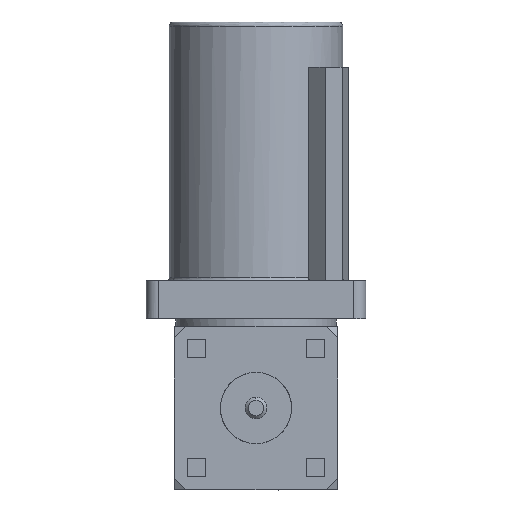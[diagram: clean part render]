
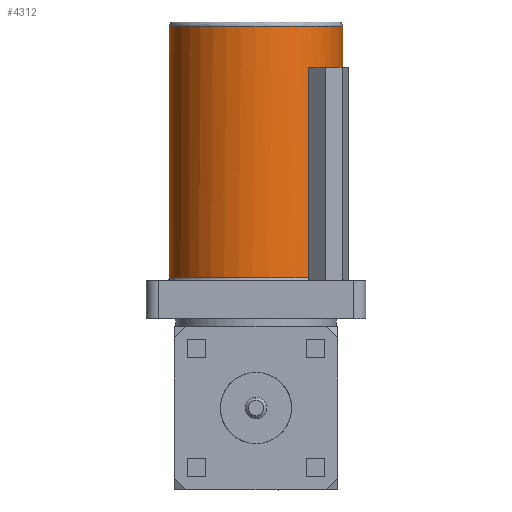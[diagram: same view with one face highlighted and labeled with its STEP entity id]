
A CAD part, front view. The second image highlights one B-rep face of the part: STEP entity #4312.
In plain terms, the highlighted cylindrical face has radius 3.708 mm (diameter 7.417 mm), a partial arc.
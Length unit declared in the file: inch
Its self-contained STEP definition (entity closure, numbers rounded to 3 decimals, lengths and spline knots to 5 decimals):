
#20 = EDGE_LOOP ( 'NONE', ( #1944, #4463, #56, #1249, #5191, #3262, #2430, #2169 ) ) ;
#46 = CIRCLE ( 'NONE', #2669, 0.146 ) ;
#56 = ORIENTED_EDGE ( 'NONE', *, *, #2368, .T. ) ;
#135 = AXIS2_PLACEMENT_3D ( 'NONE', #4832, #3717, #2034 ) ;
#246 = DIRECTION ( 'NONE',  ( -1., 0., 0. ) ) ;
#345 = EDGE_CURVE ( 'NONE', #857, #4135, #5120, .T. ) ;
#373 = CARTESIAN_POINT ( 'NONE',  ( 0., 0., -0.16565 ) ) ;
#434 = CYLINDRICAL_SURFACE ( 'NONE', #2970, 0.146 ) ;
#471 = EDGE_CURVE ( 'NONE', #906, #1919, #2414, .T. ) ;
#671 = CARTESIAN_POINT ( 'NONE',  ( 0., 0., -0.52065 ) ) ;
#717 = EDGE_CURVE ( 'NONE', #857, #1244, #46, .T. ) ;
#812 = VECTOR ( 'NONE', #4761, 39.37008 ) ;
#857 = VERTEX_POINT ( 'NONE', #1583 ) ;
#906 = VERTEX_POINT ( 'NONE', #4977 ) ;
#1102 = DIRECTION ( 'NONE',  ( 0., 0., -1. ) ) ;
#1133 = CARTESIAN_POINT ( 'NONE',  ( -0.146, 0., -0.52065 ) ) ;
#1141 = LINE ( 'NONE', #2379, #1555 ) ;
#1244 = VERTEX_POINT ( 'NONE', #1998 ) ;
#1249 = ORIENTED_EDGE ( 'NONE', *, *, #2578, .T. ) ;
#1469 = CARTESIAN_POINT ( 'NONE',  ( 0.08841, -0.11619, -0.08965 ) ) ;
#1539 = CARTESIAN_POINT ( 'NONE',  ( -0.146, 0., -0.09665 ) ) ;
#1555 = VECTOR ( 'NONE', #2329, 39.37008 ) ;
#1583 = CARTESIAN_POINT ( 'NONE',  ( 0.11662, -0.08784, -0.52065 ) ) ;
#1633 = DIRECTION ( 'NONE',  ( 0., 0., 1. ) ) ;
#1811 = LINE ( 'NONE', #1469, #2402 ) ;
#1902 = CARTESIAN_POINT ( 'NONE',  ( 0.08841, -0.11619, -0.52065 ) ) ;
#1919 = VERTEX_POINT ( 'NONE', #1539 ) ;
#1930 = DIRECTION ( 'NONE',  ( 0., 0., -1. ) ) ;
#1944 = ORIENTED_EDGE ( 'NONE', *, *, #4102, .F. ) ;
#1998 = CARTESIAN_POINT ( 'NONE',  ( 0.146, 0., -0.52065 ) ) ;
#2007 = DIRECTION ( 'NONE',  ( 1., 0., 0. ) ) ;
#2034 = DIRECTION ( 'NONE',  ( -1., 0., 0. ) ) ;
#2061 = AXIS2_PLACEMENT_3D ( 'NONE', #3715, #1633, #2533 ) ;
#2124 = VERTEX_POINT ( 'NONE', #1133 ) ;
#2169 = ORIENTED_EDGE ( 'NONE', *, *, #717, .T. ) ;
#2296 = DIRECTION ( 'NONE',  ( 0., 0., 1. ) ) ;
#2315 = AXIS2_PLACEMENT_3D ( 'NONE', #373, #1930, #2007 ) ;
#2322 = EDGE_CURVE ( 'NONE', #3603, #2671, #1811, .T. ) ;
#2329 = DIRECTION ( 'NONE',  ( 0., 0., -1. ) ) ;
#2368 = EDGE_CURVE ( 'NONE', #1919, #2124, #1141, .T. ) ;
#2379 = CARTESIAN_POINT ( 'NONE',  ( -0.146, 0., -0.08965 ) ) ;
#2391 = EDGE_CURVE ( 'NONE', #4135, #3603, #4844, .T. ) ;
#2402 = VECTOR ( 'NONE', #1102, 39.37008 ) ;
#2414 = CIRCLE ( 'NONE', #135, 0.146 ) ;
#2430 = ORIENTED_EDGE ( 'NONE', *, *, #345, .F. ) ;
#2533 = DIRECTION ( 'NONE',  ( -1., 0., 0. ) ) ;
#2578 = EDGE_CURVE ( 'NONE', #2124, #2671, #4346, .T. ) ;
#2669 = AXIS2_PLACEMENT_3D ( 'NONE', #671, #2296, #246 ) ;
#2671 = VERTEX_POINT ( 'NONE', #1902 ) ;
#2877 = DIRECTION ( 'NONE',  ( -1., 0., 0. ) ) ;
#2896 = CARTESIAN_POINT ( 'NONE',  ( 0.146, 0., -0.08965 ) ) ;
#2970 = AXIS2_PLACEMENT_3D ( 'NONE', #4940, #3670, #2877 ) ;
#3262 = ORIENTED_EDGE ( 'NONE', *, *, #2391, .F. ) ;
#3284 = DIRECTION ( 'NONE',  ( 0., 0., -1. ) ) ;
#3310 = CARTESIAN_POINT ( 'NONE',  ( 0.11662, -0.08784, -0.16565 ) ) ;
#3603 = VERTEX_POINT ( 'NONE', #3813 ) ;
#3632 = LINE ( 'NONE', #2896, #5181 ) ;
#3670 = DIRECTION ( 'NONE',  ( 0., 0., -1. ) ) ;
#3695 = FACE_OUTER_BOUND ( 'NONE', #20, .T. ) ;
#3715 = CARTESIAN_POINT ( 'NONE',  ( 0., 0., -0.52065 ) ) ;
#3717 = DIRECTION ( 'NONE',  ( 0., 0., -1. ) ) ;
#3813 = CARTESIAN_POINT ( 'NONE',  ( 0.08841, -0.11619, -0.16565 ) ) ;
#4102 = EDGE_CURVE ( 'NONE', #906, #1244, #3632, .T. ) ;
#4135 = VERTEX_POINT ( 'NONE', #3310 ) ;
#4312 = ADVANCED_FACE ( 'NONE', ( #3695 ), #434, .T. ) ;
#4346 = CIRCLE ( 'NONE', #2061, 0.146 ) ;
#4463 = ORIENTED_EDGE ( 'NONE', *, *, #471, .T. ) ;
#4735 = CARTESIAN_POINT ( 'NONE',  ( 0.11662, -0.08784, -0.08965 ) ) ;
#4761 = DIRECTION ( 'NONE',  ( 0., 0., 1. ) ) ;
#4832 = CARTESIAN_POINT ( 'NONE',  ( 0., 0., -0.09665 ) ) ;
#4844 = CIRCLE ( 'NONE', #2315, 0.146 ) ;
#4940 = CARTESIAN_POINT ( 'NONE',  ( 0., 0., -0.08965 ) ) ;
#4977 = CARTESIAN_POINT ( 'NONE',  ( 0.146, 0., -0.09665 ) ) ;
#5120 = LINE ( 'NONE', #4735, #812 ) ;
#5181 = VECTOR ( 'NONE', #3284, 39.37008 ) ;
#5191 = ORIENTED_EDGE ( 'NONE', *, *, #2322, .F. ) ;
